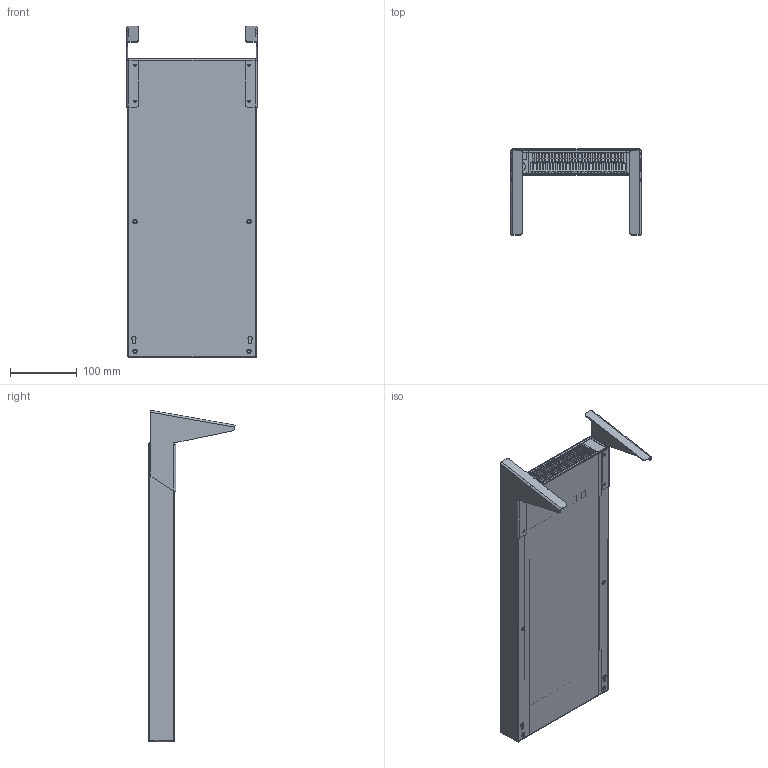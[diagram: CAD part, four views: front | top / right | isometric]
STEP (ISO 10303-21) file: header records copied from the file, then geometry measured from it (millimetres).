
FILE_DESCRIPTION(('FreeCAD Model'),'2;1');
FILE_NAME('Open CASCADE Shape Model','2025-04-29T04:31:03',('FreeCAD'),( 'FreeCAD'),'Open CASCADE STEP processor 7.6','FreeCAD','Unknown');
FILE_SCHEMA(('AUTOMOTIVE_DESIGN { 1 0 10303 214 1 1 1 1 }'));
Products named in the file (1): Open CASCADE STEP translator 7.6 1
Bounding box: 194.69 x 128.99 x 495.65 mm (x, y, z)
Volume: 1067329.3 mm3; surface area: 1072932.9 mm2
Topology: 20 solids, 20 shells, 1573 faces, 4109 edges, 2598 vertices
Faces by surface type: bspline 1573
Entity records: 52312 total; most frequent: CARTESIAN_POINT 27967, ORIENTED_EDGE 8218, EDGE_CURVE 4109, B_SPLINE_CURVE_WITH_KNOTS 2897, VERTEX_POINT 2598, FACE_BOUND 1971, EDGE_LOOP 1971, ADVANCED_FACE 1573
